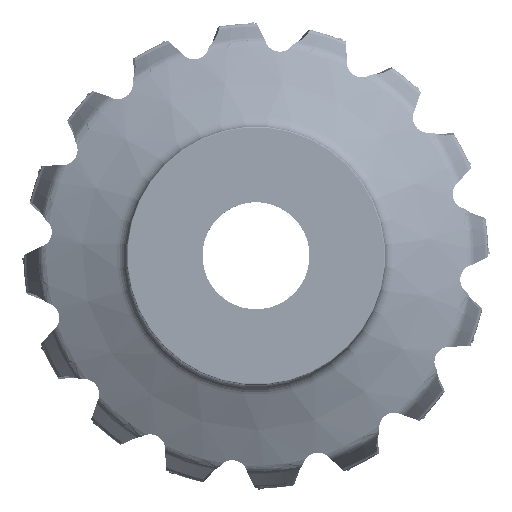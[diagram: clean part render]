
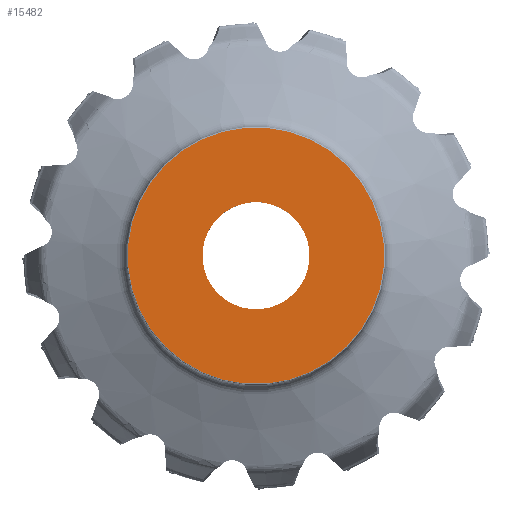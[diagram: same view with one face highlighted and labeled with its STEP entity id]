
A CAD part, top view. The second image highlights one B-rep face of the part: STEP entity #15482.
In plain terms, the highlighted planar face has unit normal (0, 0, 1).
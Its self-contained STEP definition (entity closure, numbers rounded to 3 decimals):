
#5092=FACE_BOUND('',#30559,.T.);
#5093=FACE_BOUND('',#30560,.T.);
#15482=ADVANCED_FACE('CU_BACK_F001',(#5092,#5093),#16843,.T.);
#16843=PLANE('',#123393);
#30559=EDGE_LOOP('',(#73628));
#30560=EDGE_LOOP('',(#73629));
#35603=CIRCLE('',#112445,19.056);
#40385=CIRCLE('',#123387,45.6);
#73628=ORIENTED_EDGE('',*,*,#100833,.T.);
#73629=ORIENTED_EDGE('',*,*,#86264,.F.);
#75510=VERTEX_POINT('',#164621);
#84087=VERTEX_POINT('',#255339);
#86264=EDGE_CURVE('',#75510,#75510,#35603,.T.);
#100833=EDGE_CURVE('',#84087,#84087,#40385,.T.);
#112445=AXIS2_PLACEMENT_3D('',#164620,#126626,#126627);
#123387=AXIS2_PLACEMENT_3D('',#255338,#153070,#153071);
#123393=AXIS2_PLACEMENT_3D('',#255345,#153082,#153083);
#126626=DIRECTION('',(0.,0.,1.));
#126627=DIRECTION('',(0.966,0.259,0.));
#153070=DIRECTION('',(0.,0.,1.));
#153071=DIRECTION('',(0.966,0.259,0.));
#153082=DIRECTION('',(0.,0.,1.));
#153083=DIRECTION('',(0.966,0.259,0.));
#164620=CARTESIAN_POINT('',(0.,0.,
0.));
#164621=CARTESIAN_POINT('',(18.407,4.932,0.));
#255338=CARTESIAN_POINT('',(0.,0.,
0.));
#255339=CARTESIAN_POINT('',(44.046,11.802,0.));
#255345=CARTESIAN_POINT('',(-22.056,0.,0.));
